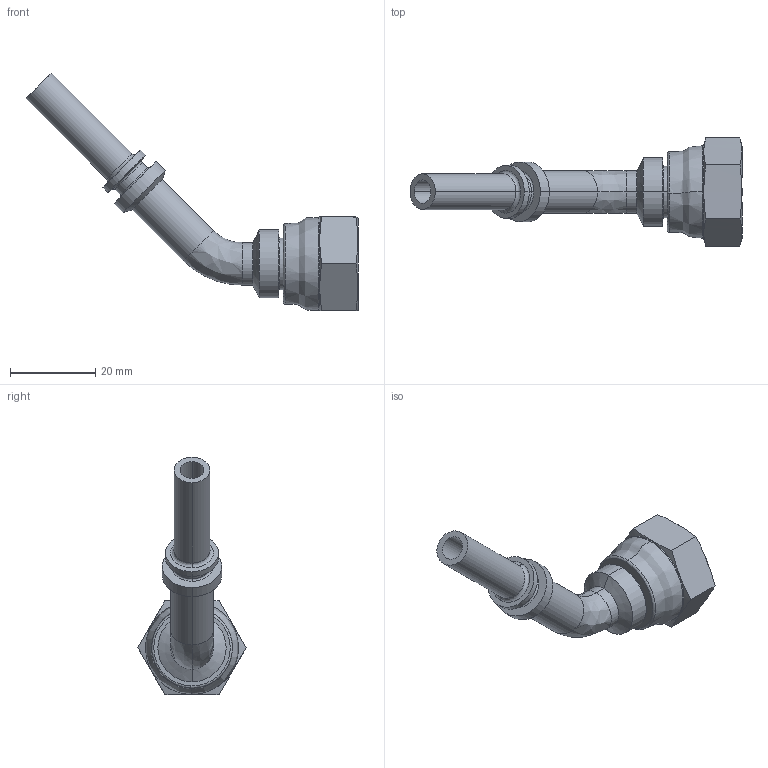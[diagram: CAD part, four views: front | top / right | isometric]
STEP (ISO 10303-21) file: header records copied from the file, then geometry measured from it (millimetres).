
FILE_DESCRIPTION (( 'STEP AP203' ), '1' );
FILE_NAME ('0251-05-06.STEP', '2013-08-05T10:19:57', ( 'IMM' ), ( 'IMM' ), 'SwSTEP 2.0', 'SolidWorks 2011', '' );
FILE_SCHEMA (( 'CONFIG_CONTROL_DESIGN' ));
Length unit declared in the file: millimetre
Products named in the file (3): 0251-05-06; 0154-05Z06_90-45_45°; DGP-06_DEF
Assembly tree (2 placements, depth 2):
  0251-05-06
    DGP-06_DEF
    0154-05Z06_90-45_45°
Bounding box: 77.86 x 25.4 x 55.69 mm (x, y, z)
Volume: 8684.4 mm3; surface area: 7902.4 mm2
Topology: 3 solids, 3 shells, 117 faces, 274 edges, 167 vertices
Faces by surface type: bspline 69, cylinder 26, cone 12, plane 10
Entity records: 13431 total; most frequent: CARTESIAN_POINT 10934, ORIENTED_EDGE 548, DIRECTION 296, EDGE_CURVE 274, VERTEX_POINT 167, B_SPLINE_CURVE_WITH_KNOTS 160, AXIS2_PLACEMENT_3D 129, EDGE_LOOP 127
